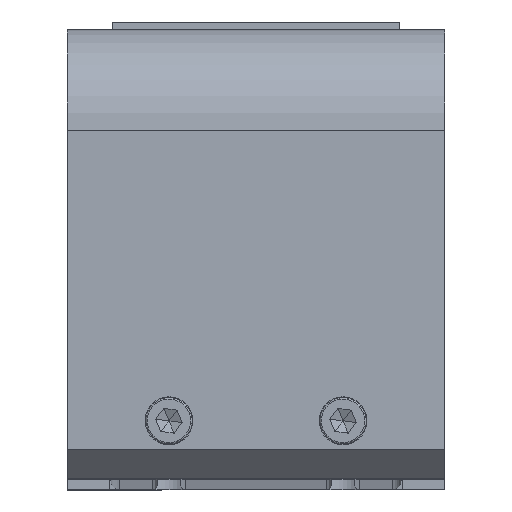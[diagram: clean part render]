
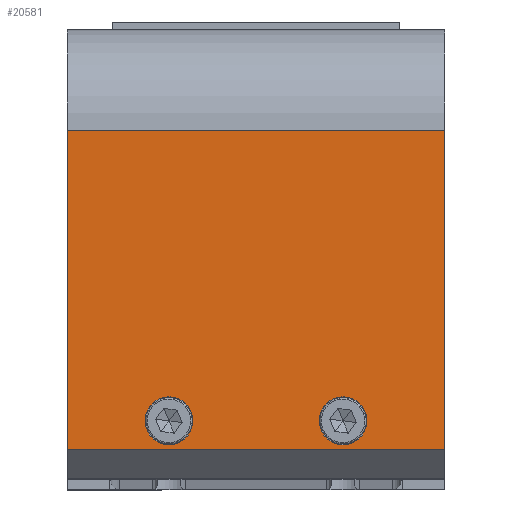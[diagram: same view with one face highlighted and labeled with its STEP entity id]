
A CAD part, top view. The second image highlights one B-rep face of the part: STEP entity #20581.
In plain terms, the highlighted planar face has unit normal (0, 0, 1).
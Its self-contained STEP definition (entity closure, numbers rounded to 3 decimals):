
#5358 = VERTEX_POINT ( 'NONE', #140663 ) ;
#7381 = FACE_OUTER_BOUND ( 'NONE', #38053, .T. ) ;
#9160 = DIRECTION ( 'NONE',  ( 0., 0., 1. ) ) ;
#20581 = ADVANCED_FACE ( 'NONE', ( #25786, #165339, #7381 ), #60402, .F. ) ;
#23356 = AXIS2_PLACEMENT_3D ( 'NONE', #135164, #191579, #86647 ) ;
#23871 = AXIS2_PLACEMENT_3D ( 'NONE', #222282, #9160, #153195 ) ;
#24608 = VERTEX_POINT ( 'NONE', #217291 ) ;
#25721 = DIRECTION ( 'NONE',  ( 0., 0., 1. ) ) ;
#25786 = FACE_BOUND ( 'NONE', #134934, .T. ) ;
#26691 = EDGE_CURVE ( 'NONE', #210973, #5358, #35974, .T. ) ;
#29981 = VECTOR ( 'NONE', #196297, 1000. ) ;
#30321 = DIRECTION ( 'NONE',  ( 0., 0., -1. ) ) ;
#31079 = ORIENTED_EDGE ( 'NONE', *, *, #130801, .T. ) ;
#32650 = DIRECTION ( 'NONE',  ( -1., 0., 0. ) ) ;
#35974 = CIRCLE ( 'NONE', #179477, 8.25 ) ;
#36433 = ORIENTED_EDGE ( 'NONE', *, *, #78154, .F. ) ;
#38053 = EDGE_LOOP ( 'NONE', ( #31079, #36433, #176924, #204800 ) ) ;
#40646 = CARTESIAN_POINT ( 'NONE',  ( 208.467, 197.762, 762.525 ) ) ;
#47870 = DIRECTION ( 'NONE',  ( 0., -1., 0. ) ) ;
#56263 = CARTESIAN_POINT ( 'NONE',  ( 208.467, 307.762, 762.525 ) ) ;
#58311 = CARTESIAN_POINT ( 'NONE',  ( 165.217, 207.762, 762.525 ) ) ;
#60402 = PLANE ( 'NONE',  #111105 ) ;
#60743 = ORIENTED_EDGE ( 'NONE', *, *, #26691, .F. ) ;
#67601 = CIRCLE ( 'NONE', #23871, 8.25 ) ;
#68077 = LINE ( 'NONE', #177552, #182485 ) ;
#69485 = LINE ( 'NONE', #211247, #82803 ) ;
#76145 = DIRECTION ( 'NONE',  ( 0., 0., 1. ) ) ;
#78154 = EDGE_CURVE ( 'NONE', #168713, #24608, #68077, .T. ) ;
#82145 = DIRECTION ( 'NONE',  ( 1., 0., 0. ) ) ;
#82803 = VECTOR ( 'NONE', #32650, 1000. ) ;
#86647 = DIRECTION ( 'NONE',  ( 1., 0., 0. ) ) ;
#86924 = EDGE_CURVE ( 'NONE', #5358, #210973, #211574, .T. ) ;
#89829 = ORIENTED_EDGE ( 'NONE', *, *, #162991, .F. ) ;
#93484 = CARTESIAN_POINT ( 'NONE',  ( 113.467, 207.762, 762.525 ) ) ;
#97863 = VERTEX_POINT ( 'NONE', #58311 ) ;
#99035 = ORIENTED_EDGE ( 'NONE', *, *, #86924, .F. ) ;
#102459 = EDGE_CURVE ( 'NONE', #182154, #168713, #165170, .T. ) ;
#103740 = ORIENTED_EDGE ( 'NONE', *, *, #157408, .F. ) ;
#104059 = CARTESIAN_POINT ( 'NONE',  ( 78.467, 307.762, 762.525 ) ) ;
#111105 = AXIS2_PLACEMENT_3D ( 'NONE', #120255, #30321, #173212 ) ;
#120255 = CARTESIAN_POINT ( 'NONE',  ( 208.467, 197.762, 762.525 ) ) ;
#130801 = EDGE_CURVE ( 'NONE', #161048, #24608, #187405, .T. ) ;
#132933 = CARTESIAN_POINT ( 'NONE',  ( 113.467, 207.762, 762.525 ) ) ;
#134934 = EDGE_LOOP ( 'NONE', ( #60743, #99035 ) ) ;
#135164 = CARTESIAN_POINT ( 'NONE',  ( 173.467, 207.762, 762.525 ) ) ;
#140663 = CARTESIAN_POINT ( 'NONE',  ( 105.217, 207.762, 762.525 ) ) ;
#146505 = DIRECTION ( 'NONE',  ( 1., 0., 0. ) ) ;
#152183 = EDGE_CURVE ( 'NONE', #182154, #161048, #69485, .T. ) ;
#153195 = DIRECTION ( 'NONE',  ( 1., 0., 0. ) ) ;
#157408 = EDGE_CURVE ( 'NONE', #97863, #183629, #67601, .T. ) ;
#161048 = VERTEX_POINT ( 'NONE', #104059 ) ;
#162677 = CARTESIAN_POINT ( 'NONE',  ( 181.717, 207.762, 762.525 ) ) ;
#162753 = CARTESIAN_POINT ( 'NONE',  ( 208.467, 197.762, 762.525 ) ) ;
#162991 = EDGE_CURVE ( 'NONE', #183629, #97863, #222088, .T. ) ;
#165170 = LINE ( 'NONE', #40646, #29981 ) ;
#165339 = FACE_BOUND ( 'NONE', #174610, .T. ) ;
#168713 = VERTEX_POINT ( 'NONE', #162753 ) ;
#170070 = CARTESIAN_POINT ( 'NONE',  ( 78.467, 197.762, 762.525 ) ) ;
#173212 = DIRECTION ( 'NONE',  ( -1., 0., 0. ) ) ;
#174610 = EDGE_LOOP ( 'NONE', ( #89829, #103740 ) ) ;
#176924 = ORIENTED_EDGE ( 'NONE', *, *, #102459, .F. ) ;
#177552 = CARTESIAN_POINT ( 'NONE',  ( 208.467, 197.762, 762.525 ) ) ;
#179477 = AXIS2_PLACEMENT_3D ( 'NONE', #93484, #76145, #146505 ) ;
#182154 = VERTEX_POINT ( 'NONE', #56263 ) ;
#182485 = VECTOR ( 'NONE', #207584, 1000. ) ;
#183629 = VERTEX_POINT ( 'NONE', #162677 ) ;
#187405 = LINE ( 'NONE', #170070, #222907 ) ;
#191579 = DIRECTION ( 'NONE',  ( 0., 0., 1. ) ) ;
#193182 = AXIS2_PLACEMENT_3D ( 'NONE', #132933, #25721, #82145 ) ;
#196297 = DIRECTION ( 'NONE',  ( 0., -1., 0. ) ) ;
#203454 = CARTESIAN_POINT ( 'NONE',  ( 121.717, 207.762, 762.525 ) ) ;
#204800 = ORIENTED_EDGE ( 'NONE', *, *, #152183, .T. ) ;
#207584 = DIRECTION ( 'NONE',  ( -1., 0., 0. ) ) ;
#210973 = VERTEX_POINT ( 'NONE', #203454 ) ;
#211247 = CARTESIAN_POINT ( 'NONE',  ( 208.467, 307.762, 762.525 ) ) ;
#211574 = CIRCLE ( 'NONE', #193182, 8.25 ) ;
#217291 = CARTESIAN_POINT ( 'NONE',  ( 78.467, 197.762, 762.525 ) ) ;
#222088 = CIRCLE ( 'NONE', #23356, 8.25 ) ;
#222282 = CARTESIAN_POINT ( 'NONE',  ( 173.467, 207.762, 762.525 ) ) ;
#222907 = VECTOR ( 'NONE', #47870, 1000. ) ;
